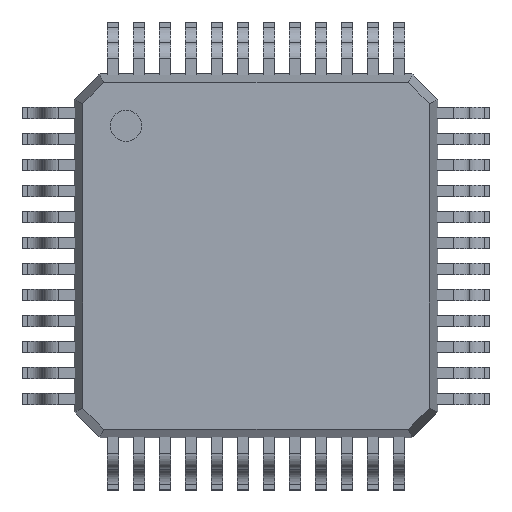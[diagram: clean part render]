
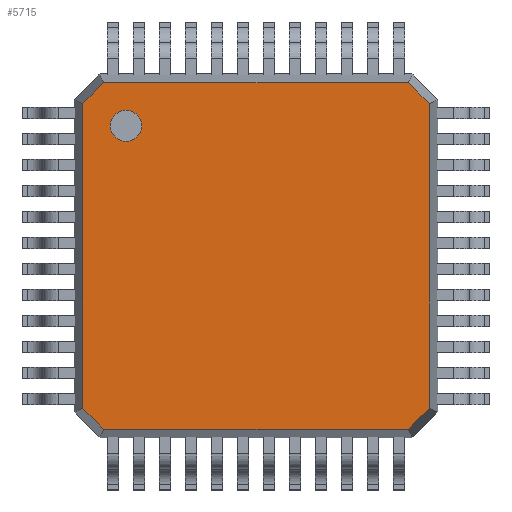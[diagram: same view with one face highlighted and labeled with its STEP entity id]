
A CAD part, top view. The second image highlights one B-rep face of the part: STEP entity #5715.
In plain terms, the highlighted planar face has unit normal (0, 0, 1).
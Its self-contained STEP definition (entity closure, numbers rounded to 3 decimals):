
#98 = DIRECTION ( 'NONE',  ( 0., 0., 1. ) ) ;
#107 = DIRECTION ( 'NONE',  ( 0., 0., 1. ) ) ;
#194 = DIRECTION ( 'NONE',  ( -1., 0., 0. ) ) ;
#284 = EDGE_CURVE ( 'NONE', #1535, #880, #348, .T. ) ;
#302 = EDGE_CURVE ( 'NONE', #880, #1535, #1929, .T. ) ;
#345 = VERTEX_POINT ( 'NONE', #818 ) ;
#348 = CIRCLE ( 'NONE', #8293, 0.3 ) ;
#364 = ORIENTED_EDGE ( 'NONE', *, *, #302, .F. ) ;
#442 = CARTESIAN_POINT ( 'NONE',  ( -0.368, 0.368, 1.45 ) ) ;
#448 = VECTOR ( 'NONE', #2470, 1000. ) ;
#474 = EDGE_CURVE ( 'NONE', #7352, #345, #2254, .T. ) ;
#721 = CARTESIAN_POINT ( 'NONE',  ( -6., 6., 1.45 ) ) ;
#734 = ORIENTED_EDGE ( 'NONE', *, *, #3750, .T. ) ;
#783 = CARTESIAN_POINT ( 'NONE',  ( 0., 0., 1.45 ) ) ;
#818 = CARTESIAN_POINT ( 'NONE',  ( -6.431, 0.167, 1.45 ) ) ;
#824 = LINE ( 'NONE', #7933, #4396 ) ;
#880 = VERTEX_POINT ( 'NONE', #2840 ) ;
#1348 = VECTOR ( 'NONE', #4725, 1000. ) ;
#1415 = DIRECTION ( 'NONE',  ( 1., 0., 0. ) ) ;
#1535 = VERTEX_POINT ( 'NONE', #6942 ) ;
#1912 = ORIENTED_EDGE ( 'NONE', *, *, #2172, .T. ) ;
#1929 = CIRCLE ( 'NONE', #3177, 0.3 ) ;
#1977 = CARTESIAN_POINT ( 'NONE',  ( -0.167, 6.431, 1.45 ) ) ;
#2102 = LINE ( 'NONE', #6990, #5446 ) ;
#2172 = EDGE_CURVE ( 'NONE', #5060, #6152, #7575, .T. ) ;
#2254 = LINE ( 'NONE', #6481, #448 ) ;
#2345 = ORIENTED_EDGE ( 'NONE', *, *, #284, .F. ) ;
#2470 = DIRECTION ( 'NONE',  ( 0.707, -0.707, 0. ) ) ;
#2537 = DIRECTION ( 'NONE',  ( -0.707, -0.707, 0. ) ) ;
#2558 = VERTEX_POINT ( 'NONE', #3442 ) ;
#2825 = CARTESIAN_POINT ( 'NONE',  ( -6.833, 0.5, 1.45 ) ) ;
#2840 = CARTESIAN_POINT ( 'NONE',  ( -6.3, 6., 1.45 ) ) ;
#2870 = CARTESIAN_POINT ( 'NONE',  ( -6.833, 6.431, 1.45 ) ) ;
#3010 = ORIENTED_EDGE ( 'NONE', *, *, #3674, .T. ) ;
#3177 = AXIS2_PLACEMENT_3D ( 'NONE', #4144, #107, #4813 ) ;
#3205 = ORIENTED_EDGE ( 'NONE', *, *, #7539, .T. ) ;
#3442 = CARTESIAN_POINT ( 'NONE',  ( -0.167, 0.569, 1.45 ) ) ;
#3451 = LINE ( 'NONE', #442, #7021 ) ;
#3517 = DIRECTION ( 'NONE',  ( 0., -1., 0. ) ) ;
#3674 = EDGE_CURVE ( 'NONE', #6829, #2558, #3451, .T. ) ;
#3750 = EDGE_CURVE ( 'NONE', #2558, #6856, #824, .T. ) ;
#3801 = VECTOR ( 'NONE', #194, 1000. ) ;
#3826 = EDGE_LOOP ( 'NONE', ( #2345, #364 ) ) ;
#3940 = DIRECTION ( 'NONE',  ( 0., 1., 0. ) ) ;
#4058 = CARTESIAN_POINT ( 'NONE',  ( -0.5, 0.167, 1.45 ) ) ;
#4144 = CARTESIAN_POINT ( 'NONE',  ( -6., 6., 1.45 ) ) ;
#4396 = VECTOR ( 'NONE', #3940, 1000. ) ;
#4459 = AXIS2_PLACEMENT_3D ( 'NONE', #783, #98, #6822 ) ;
#4467 = DIRECTION ( 'NONE',  ( 0.707, 0.707, 0. ) ) ;
#4485 = VECTOR ( 'NONE', #2537, 1000. ) ;
#4632 = VECTOR ( 'NONE', #3517, 1000. ) ;
#4702 = LINE ( 'NONE', #6557, #4485 ) ;
#4725 = DIRECTION ( 'NONE',  ( 1., 0., 0. ) ) ;
#4801 = FACE_BOUND ( 'NONE', #3826, .T. ) ;
#4813 = DIRECTION ( 'NONE',  ( 1., 0., 0. ) ) ;
#5029 = EDGE_CURVE ( 'NONE', #345, #6829, #6697, .T. ) ;
#5060 = VERTEX_POINT ( 'NONE', #8079 ) ;
#5160 = ORIENTED_EDGE ( 'NONE', *, *, #474, .T. ) ;
#5415 = DIRECTION ( 'NONE',  ( 0., 0., 1. ) ) ;
#5446 = VECTOR ( 'NONE', #6306, 1000. ) ;
#5530 = EDGE_CURVE ( 'NONE', #6152, #6420, #4702, .T. ) ;
#5560 = CARTESIAN_POINT ( 'NONE',  ( -6.5, 6.833, 1.45 ) ) ;
#5709 = ORIENTED_EDGE ( 'NONE', *, *, #8233, .T. ) ;
#5715 = ADVANCED_FACE ( 'NONE', ( #4801, #7924 ), #6148, .T. ) ;
#5871 = ORIENTED_EDGE ( 'NONE', *, *, #5029, .T. ) ;
#6148 = PLANE ( 'NONE',  #4459 ) ;
#6152 = VERTEX_POINT ( 'NONE', #6528 ) ;
#6196 = EDGE_LOOP ( 'NONE', ( #5709, #1912, #8245, #3205, #5160, #5871, #3010, #734 ) ) ;
#6306 = DIRECTION ( 'NONE',  ( -0.707, 0.707, 0. ) ) ;
#6420 = VERTEX_POINT ( 'NONE', #2870 ) ;
#6481 = CARTESIAN_POINT ( 'NONE',  ( -3.132, -3.132, 1.45 ) ) ;
#6528 = CARTESIAN_POINT ( 'NONE',  ( -6.431, 6.833, 1.45 ) ) ;
#6557 = CARTESIAN_POINT ( 'NONE',  ( -6.632, 6.632, 1.45 ) ) ;
#6637 = CARTESIAN_POINT ( 'NONE',  ( -0.569, 0.167, 1.45 ) ) ;
#6648 = CARTESIAN_POINT ( 'NONE',  ( -6.833, 0.569, 1.45 ) ) ;
#6697 = LINE ( 'NONE', #4058, #1348 ) ;
#6822 = DIRECTION ( 'NONE',  ( 1., 0., 0. ) ) ;
#6829 = VERTEX_POINT ( 'NONE', #6637 ) ;
#6856 = VERTEX_POINT ( 'NONE', #1977 ) ;
#6942 = CARTESIAN_POINT ( 'NONE',  ( -5.7, 6., 1.45 ) ) ;
#6990 = CARTESIAN_POINT ( 'NONE',  ( 3.132, 3.132, 1.45 ) ) ;
#7021 = VECTOR ( 'NONE', #4467, 1000. ) ;
#7352 = VERTEX_POINT ( 'NONE', #6648 ) ;
#7539 = EDGE_CURVE ( 'NONE', #6420, #7352, #8193, .T. ) ;
#7575 = LINE ( 'NONE', #5560, #3801 ) ;
#7924 = FACE_OUTER_BOUND ( 'NONE', #6196, .T. ) ;
#7933 = CARTESIAN_POINT ( 'NONE',  ( -0.167, 6.5, 1.45 ) ) ;
#8079 = CARTESIAN_POINT ( 'NONE',  ( -0.569, 6.833, 1.45 ) ) ;
#8193 = LINE ( 'NONE', #2825, #4632 ) ;
#8233 = EDGE_CURVE ( 'NONE', #6856, #5060, #2102, .T. ) ;
#8245 = ORIENTED_EDGE ( 'NONE', *, *, #5530, .T. ) ;
#8293 = AXIS2_PLACEMENT_3D ( 'NONE', #721, #5415, #1415 ) ;
